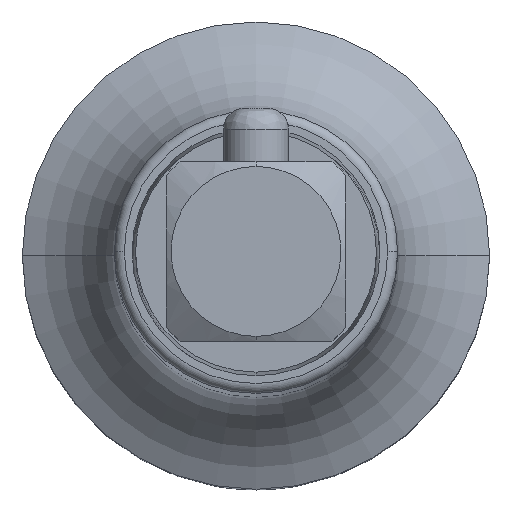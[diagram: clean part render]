
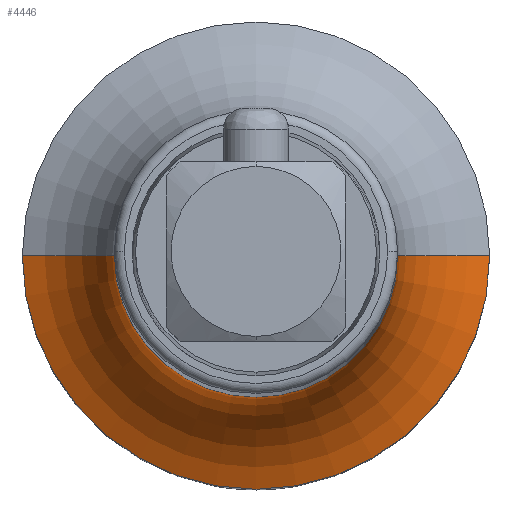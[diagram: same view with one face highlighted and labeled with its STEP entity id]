
A CAD part, top view. The second image highlights one B-rep face of the part: STEP entity #4446.
In plain terms, the highlighted toroidal (fillet/blend) face has major radius 20 mm and minor radius 10 mm.
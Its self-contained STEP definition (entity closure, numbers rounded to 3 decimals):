
#3920=CARTESIAN_POINT('',(0.,0.,27.7));
#3921=DIRECTION('',(0.,0.,1.));
#3922=DIRECTION('',(-1.,0.,0.));
#3923=AXIS2_PLACEMENT_3D('',#3920,#3921,#3922);
#4007=CARTESIAN_POINT('',(20.,0.,
37.067));
#4008=DIRECTION('',(0.,1.,0.));
#4009=DIRECTION('',(-0.35,0.,-0.937));
#4010=AXIS2_PLACEMENT_3D('',#4007,#4008,#4009);
#4015=CARTESIAN_POINT('',(-20.,0.,
37.067));
#4016=DIRECTION('',(0.,-1.,0.));
#4017=DIRECTION('',(0.35,0.,-0.937));
#4018=AXIS2_PLACEMENT_3D('',#4015,#4016,#4017);
#4031=CARTESIAN_POINT('',(0.,0.,37.067));
#4032=DIRECTION('',(0.,0.,1.));
#4033=DIRECTION('',(-1.,0.,0.));
#4034=AXIS2_PLACEMENT_3D('',#4031,#4032,#4033);
#4163=CARTESIAN_POINT('',(-16.5,0.,27.7));
#4164=CARTESIAN_POINT('',(16.5,0.,27.7));
#4165=VERTEX_POINT('',#4163);
#4166=VERTEX_POINT('',#4164);
#4167=CARTESIAN_POINT('',(-10.,0.,37.067));
#4168=CARTESIAN_POINT('',(10.,0.,37.067));
#4169=VERTEX_POINT('',#4167);
#4170=VERTEX_POINT('',#4168);
#4434=CARTESIAN_POINT('',(0.,0.,37.067));
#4435=DIRECTION('',(0.,0.,1.));
#4436=DIRECTION('',(-1.,0.,0.));
#4437=AXIS2_PLACEMENT_3D('',#4434,#4435,#4436);
#4438=TOROIDAL_SURFACE('',#4437,20.,10.);
#4439=ORIENTED_EDGE('',*,*,#4368,.F.);
#4440=ORIENTED_EDGE('',*,*,#4429,.T.);
#4442=ORIENTED_EDGE('',*,*,#4441,.T.);
#4443=ORIENTED_EDGE('',*,*,#4425,.F.);
#4444=EDGE_LOOP('',(#4439,#4440,#4442,#4443));
#4445=FACE_OUTER_BOUND('',#4444,.F.);
#4446=ADVANCED_FACE('',(#4445),#4438,.F.);
#3924=CIRCLE('',#3923,16.5);
#4011=CIRCLE('',#4010,10.);
#4019=CIRCLE('',#4018,10.);
#4035=CIRCLE('',#4034,10.);
#4368=EDGE_CURVE('',#4165,#4166,#3924,.T.);
#4425=EDGE_CURVE('',#4166,#4170,#4011,.T.);
#4429=EDGE_CURVE('',#4165,#4169,#4019,.T.);
#4441=EDGE_CURVE('',#4169,#4170,#4035,.T.);
